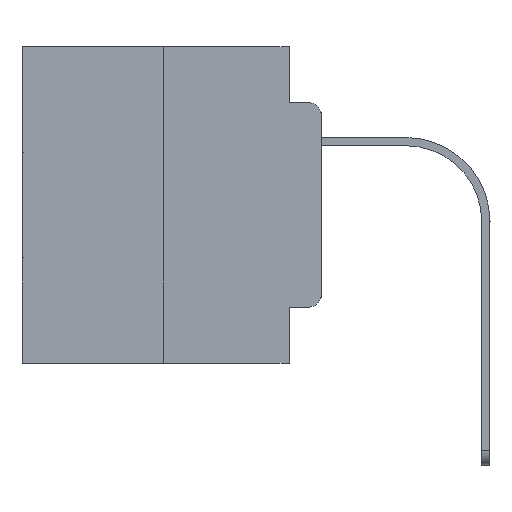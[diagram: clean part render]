
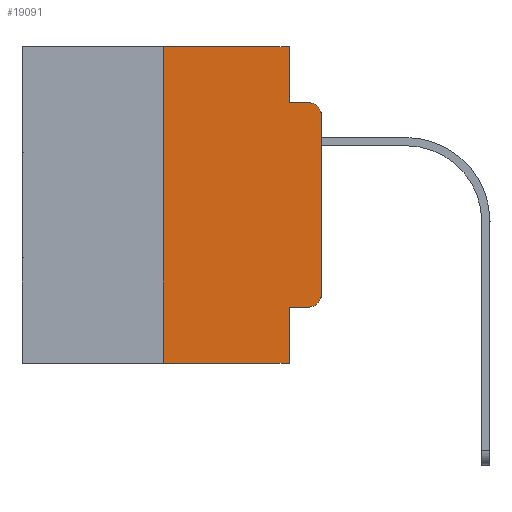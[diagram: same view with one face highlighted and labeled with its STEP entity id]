
A CAD part, left-side view. The second image highlights one B-rep face of the part: STEP entity #19091.
In plain terms, the highlighted planar face has unit normal (-1, 0, 0).
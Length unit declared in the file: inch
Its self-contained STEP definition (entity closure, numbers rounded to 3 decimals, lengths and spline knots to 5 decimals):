
#538 = DIRECTION ( 'NONE',  ( 0., -1., 0. ) ) ;
#597 = VECTOR ( 'NONE', #5708, 39.37008 ) ;
#830 = CARTESIAN_POINT ( 'NONE',  ( 0., 0.051, -0.4115 ) ) ;
#954 = EDGE_CURVE ( 'NONE', #25441, #25476, #2064, .T. ) ;
#1021 = DIRECTION ( 'NONE',  ( 0., 0., -1. ) ) ;
#1849 = ORIENTED_EDGE ( 'NONE', *, *, #26745, .F. ) ;
#1908 = CARTESIAN_POINT ( 'NONE',  ( 0., 0.051, -0.4115 ) ) ;
#2040 = LINE ( 'NONE', #26870, #7403 ) ;
#2064 = LINE ( 'NONE', #20394, #8694 ) ;
#2519 = CARTESIAN_POINT ( 'NONE',  ( 0., 0.051, 0. ) ) ;
#2781 = VECTOR ( 'NONE', #10837, 39.37008 ) ;
#4018 = LINE ( 'NONE', #13029, #11942 ) ;
#5019 = ORIENTED_EDGE ( 'NONE', *, *, #11286, .F. ) ;
#5190 = VERTEX_POINT ( 'NONE', #19658 ) ;
#5708 = DIRECTION ( 'NONE',  ( 0., 0., 1. ) ) ;
#6058 = VERTEX_POINT ( 'NONE', #8669 ) ;
#7403 = VECTOR ( 'NONE', #22441, 39.37008 ) ;
#7445 = DIRECTION ( 'NONE',  ( 1., 0., 0. ) ) ;
#7769 = EDGE_CURVE ( 'NONE', #6058, #13892, #18218, .T. ) ;
#7911 = CARTESIAN_POINT ( 'NONE',  ( 0., 0.473, 0. ) ) ;
#8020 = CARTESIAN_POINT ( 'NONE',  ( 0., 0.051, -0.0885 ) ) ;
#8669 = CARTESIAN_POINT ( 'NONE',  ( 0., 0.02, -0.4115 ) ) ;
#8694 = VECTOR ( 'NONE', #11096, 39.37008 ) ;
#9319 = ORIENTED_EDGE ( 'NONE', *, *, #20691, .F. ) ;
#9673 = DIRECTION ( 'NONE',  ( 0., 0., -1. ) ) ;
#9988 = DIRECTION ( 'NONE',  ( -1., 0., 0. ) ) ;
#10245 = FACE_OUTER_BOUND ( 'NONE', #12157, .T. ) ;
#10837 = DIRECTION ( 'NONE',  ( 0., 0., -1. ) ) ;
#10885 = CARTESIAN_POINT ( 'NONE',  ( 0., 0.25, 0. ) ) ;
#11096 = DIRECTION ( 'NONE',  ( 0., -1., 0. ) ) ;
#11286 = EDGE_CURVE ( 'NONE', #12450, #26335, #4018, .T. ) ;
#11444 = VECTOR ( 'NONE', #538, 39.37008 ) ;
#11553 = LINE ( 'NONE', #2519, #18399 ) ;
#11942 = VECTOR ( 'NONE', #26627, 39.37008 ) ;
#12157 = EDGE_LOOP ( 'NONE', ( #19923, #19012, #12170, #9319, #1849, #5019, #13594, #17384, #27019, #17314 ) ) ;
#12170 = ORIENTED_EDGE ( 'NONE', *, *, #954, .F. ) ;
#12358 = LINE ( 'NONE', #16928, #597 ) ;
#12450 = VERTEX_POINT ( 'NONE', #23549 ) ;
#13029 = CARTESIAN_POINT ( 'NONE',  ( 0., 0.25, 0. ) ) ;
#13473 = CARTESIAN_POINT ( 'NONE',  ( 0., 0.051, 0. ) ) ;
#13594 = ORIENTED_EDGE ( 'NONE', *, *, #15326, .T. ) ;
#13892 = VERTEX_POINT ( 'NONE', #19694 ) ;
#14400 = DIRECTION ( 'NONE',  ( 0., 0., -1. ) ) ;
#14453 = CARTESIAN_POINT ( 'NONE',  ( 0., 0., -0.1085 ) ) ;
#15326 = EDGE_CURVE ( 'NONE', #12450, #23036, #2040, .T. ) ;
#16331 = CARTESIAN_POINT ( 'NONE',  ( 0., 0.02, -0.1085 ) ) ;
#16911 = DIRECTION ( 'NONE',  ( 0., -1., 0. ) ) ;
#16928 = CARTESIAN_POINT ( 'NONE',  ( 0., 0., 0. ) ) ;
#17314 = ORIENTED_EDGE ( 'NONE', *, *, #7769, .T. ) ;
#17384 = ORIENTED_EDGE ( 'NONE', *, *, #17703, .F. ) ;
#17703 = EDGE_CURVE ( 'NONE', #23022, #23036, #17763, .T. ) ;
#17763 = LINE ( 'NONE', #13473, #2781 ) ;
#18218 = CIRCLE ( 'NONE', #23419, 0.02 ) ;
#18399 = VECTOR ( 'NONE', #29132, 39.37008 ) ;
#18762 = DIRECTION ( 'NONE',  ( -1., 0., 0. ) ) ;
#19003 = VECTOR ( 'NONE', #16911, 39.37008 ) ;
#19012 = ORIENTED_EDGE ( 'NONE', *, *, #26588, .T. ) ;
#19014 = LINE ( 'NONE', #830, #11444 ) ;
#19091 = ADVANCED_FACE ( 'NONE', ( #10245 ), #19093, .F. ) ;
#19093 = PLANE ( 'NONE',  #21604 ) ;
#19658 = CARTESIAN_POINT ( 'NONE',  ( 0., 0.051, 0. ) ) ;
#19694 = CARTESIAN_POINT ( 'NONE',  ( 0., 0., -0.3915 ) ) ;
#19814 = CARTESIAN_POINT ( 'NONE',  ( 0., 0.02, -0.0885 ) ) ;
#19923 = ORIENTED_EDGE ( 'NONE', *, *, #28277, .T. ) ;
#19957 = CIRCLE ( 'NONE', #24186, 0.02 ) ;
#20394 = CARTESIAN_POINT ( 'NONE',  ( 0., 0.051, -0.0885 ) ) ;
#20691 = EDGE_CURVE ( 'NONE', #5190, #25441, #11553, .T. ) ;
#21604 = AXIS2_PLACEMENT_3D ( 'NONE', #25902, #7445, #9673 ) ;
#21638 = LINE ( 'NONE', #7911, #19003 ) ;
#22172 = CARTESIAN_POINT ( 'NONE',  ( 0., 0.051, -0.5 ) ) ;
#22441 = DIRECTION ( 'NONE',  ( 0., -1., 0. ) ) ;
#23022 = VERTEX_POINT ( 'NONE', #1908 ) ;
#23036 = VERTEX_POINT ( 'NONE', #22172 ) ;
#23200 = VERTEX_POINT ( 'NONE', #14453 ) ;
#23419 = AXIS2_PLACEMENT_3D ( 'NONE', #26007, #18762, #1021 ) ;
#23549 = CARTESIAN_POINT ( 'NONE',  ( 0., 0.25, -0.5 ) ) ;
#24186 = AXIS2_PLACEMENT_3D ( 'NONE', #16331, #9988, #14400 ) ;
#25441 = VERTEX_POINT ( 'NONE', #8020 ) ;
#25476 = VERTEX_POINT ( 'NONE', #19814 ) ;
#25902 = CARTESIAN_POINT ( 'NONE',  ( 0., 0.473, 0. ) ) ;
#26007 = CARTESIAN_POINT ( 'NONE',  ( 0., 0.02, -0.3915 ) ) ;
#26236 = EDGE_CURVE ( 'NONE', #23022, #6058, #19014, .T. ) ;
#26335 = VERTEX_POINT ( 'NONE', #10885 ) ;
#26588 = EDGE_CURVE ( 'NONE', #23200, #25476, #19957, .T. ) ;
#26627 = DIRECTION ( 'NONE',  ( 0., 0., 1. ) ) ;
#26745 = EDGE_CURVE ( 'NONE', #26335, #5190, #21638, .T. ) ;
#26870 = CARTESIAN_POINT ( 'NONE',  ( 0., 0.473, -0.5 ) ) ;
#27019 = ORIENTED_EDGE ( 'NONE', *, *, #26236, .T. ) ;
#28277 = EDGE_CURVE ( 'NONE', #13892, #23200, #12358, .T. ) ;
#29132 = DIRECTION ( 'NONE',  ( 0., 0., -1. ) ) ;
